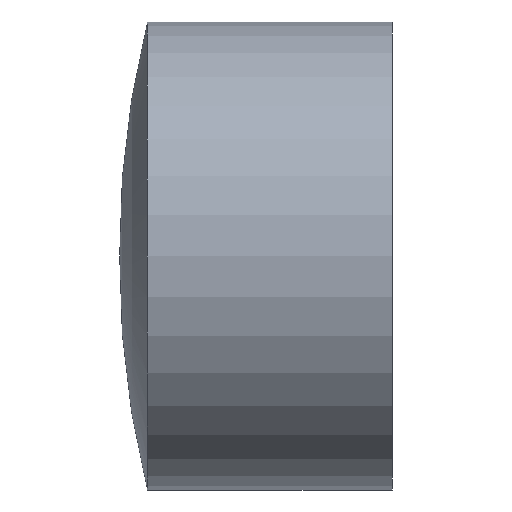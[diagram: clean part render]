
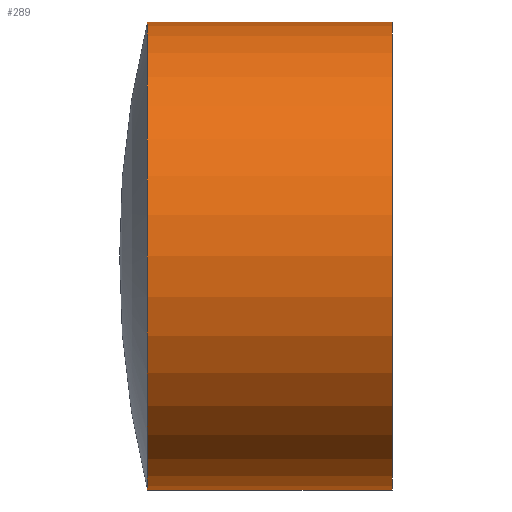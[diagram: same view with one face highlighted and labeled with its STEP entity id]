
A CAD part, left-side view. The second image highlights one B-rep face of the part: STEP entity #289.
In plain terms, the highlighted cylindrical face has radius 157.5 mm (diameter 315 mm), a partial arc.
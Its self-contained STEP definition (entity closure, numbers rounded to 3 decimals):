
#2 = EDGE_CURVE ( 'NONE', #102, #215, #130, .T. ) ;
#14 = DIRECTION ( 'NONE',  ( 0., -1., 0. ) ) ;
#21 = VERTEX_POINT ( 'NONE', #73 ) ;
#30 = CARTESIAN_POINT ( 'NONE',  ( 0., 164.788, 0. ) ) ;
#33 = FACE_OUTER_BOUND ( 'NONE', #129, .T. ) ;
#35 = AXIS2_PLACEMENT_3D ( 'NONE', #228, #14, #116 ) ;
#43 = VERTEX_POINT ( 'NONE', #181 ) ;
#46 = ORIENTED_EDGE ( 'NONE', *, *, #237, .F. ) ;
#48 = ORIENTED_EDGE ( 'NONE', *, *, #230, .T. ) ;
#57 = CARTESIAN_POINT ( 'NONE',  ( 0., 0., 157.5 ) ) ;
#73 = CARTESIAN_POINT ( 'NONE',  ( 0., 164.788, -157.5 ) ) ;
#77 = ORIENTED_EDGE ( 'NONE', *, *, #246, .T. ) ;
#81 = CARTESIAN_POINT ( 'NONE',  ( 0., 0., 0. ) ) ;
#82 = ORIENTED_EDGE ( 'NONE', *, *, #2, .F. ) ;
#86 = AXIS2_PLACEMENT_3D ( 'NONE', #30, #139, #224 ) ;
#90 = CIRCLE ( 'NONE', #86, 157.5 ) ;
#99 = AXIS2_PLACEMENT_3D ( 'NONE', #81, #187, #267 ) ;
#100 = CIRCLE ( 'NONE', #99, 157.5 ) ;
#102 = VERTEX_POINT ( 'NONE', #106 ) ;
#105 = VECTOR ( 'NONE', #290, 1000. ) ;
#106 = CARTESIAN_POINT ( 'NONE',  ( 0., 164.788, 157.5 ) ) ;
#112 = LINE ( 'NONE', #204, #105 ) ;
#116 = DIRECTION ( 'NONE',  ( 0., 0., -1. ) ) ;
#129 = EDGE_LOOP ( 'NONE', ( #82, #77, #48, #46 ) ) ;
#130 = LINE ( 'NONE', #217, #172 ) ;
#139 = DIRECTION ( 'NONE',  ( 0., -1., 0. ) ) ;
#142 = CYLINDRICAL_SURFACE ( 'NONE', #35, 157.5 ) ;
#172 = VECTOR ( 'NONE', #303, 1000. ) ;
#181 = CARTESIAN_POINT ( 'NONE',  ( 0., 0., -157.5 ) ) ;
#187 = DIRECTION ( 'NONE',  ( 0., -1., 0. ) ) ;
#204 = CARTESIAN_POINT ( 'NONE',  ( 0., 0., -157.5 ) ) ;
#215 = VERTEX_POINT ( 'NONE', #57 ) ;
#217 = CARTESIAN_POINT ( 'NONE',  ( 0., 0., 157.5 ) ) ;
#224 = DIRECTION ( 'NONE',  ( 0., 0., -1. ) ) ;
#228 = CARTESIAN_POINT ( 'NONE',  ( 0., 0., 0. ) ) ;
#230 = EDGE_CURVE ( 'NONE', #21, #43, #112, .T. ) ;
#237 = EDGE_CURVE ( 'NONE', #215, #43, #100, .T. ) ;
#246 = EDGE_CURVE ( 'NONE', #102, #21, #90, .T. ) ;
#267 = DIRECTION ( 'NONE',  ( 0., 0., -1. ) ) ;
#289 = ADVANCED_FACE ( 'NONE', ( #33 ), #142, .T. ) ;
#290 = DIRECTION ( 'NONE',  ( 0., -1., 0. ) ) ;
#303 = DIRECTION ( 'NONE',  ( 0., -1., 0. ) ) ;
